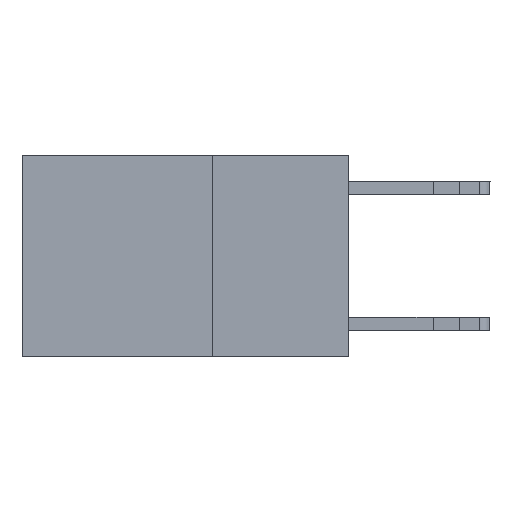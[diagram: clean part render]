
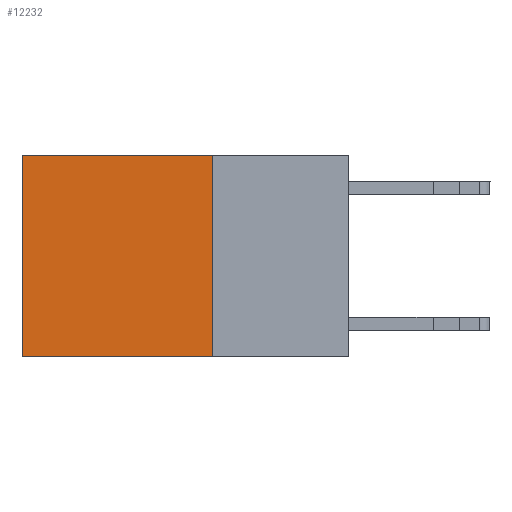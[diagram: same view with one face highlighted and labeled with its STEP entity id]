
A CAD part, left-side view. The second image highlights one B-rep face of the part: STEP entity #12232.
In plain terms, the highlighted planar face has unit normal (-1, 0, 0).
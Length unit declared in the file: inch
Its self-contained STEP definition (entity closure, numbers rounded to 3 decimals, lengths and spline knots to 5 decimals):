
#80 = CARTESIAN_POINT ( 'NONE',  ( 0.2625, 0.6, -0.37 ) ) ;
#600 = EDGE_CURVE ( 'NONE', #11368, #7023, #20007, .T. ) ;
#664 = EDGE_CURVE ( 'NONE', #10991, #15090, #14314, .T. ) ;
#685 = ORIENTED_EDGE ( 'NONE', *, *, #664, .T. ) ;
#837 = FACE_OUTER_BOUND ( 'NONE', #15897, .T. ) ;
#1469 = LINE ( 'NONE', #20296, #5149 ) ;
#2230 = ORIENTED_EDGE ( 'NONE', *, *, #14508, .T. ) ;
#2389 = CARTESIAN_POINT ( 'NONE',  ( 0.2625, 0.25, -0.37 ) ) ;
#3084 = VECTOR ( 'NONE', #7560, 39.37008 ) ;
#3940 = CARTESIAN_POINT ( 'NONE',  ( 0.2625, 0.6, 0. ) ) ;
#5149 = VECTOR ( 'NONE', #15872, 39.37008 ) ;
#5933 = LINE ( 'NONE', #14773, #27127 ) ;
#7023 = VERTEX_POINT ( 'NONE', #2389 ) ;
#7252 = CARTESIAN_POINT ( 'NONE',  ( 0.2625, 0.25, 0. ) ) ;
#7560 = DIRECTION ( 'NONE',  ( 0., 0., -1. ) ) ;
#9284 = DIRECTION ( 'NONE',  ( 1., 0., 0. ) ) ;
#10991 = VERTEX_POINT ( 'NONE', #3940 ) ;
#11368 = VERTEX_POINT ( 'NONE', #7252 ) ;
#12232 = ADVANCED_FACE ( 'NONE', ( #837 ), #17823, .F. ) ;
#12813 = DIRECTION ( 'NONE',  ( 0., 0., -1. ) ) ;
#13444 = AXIS2_PLACEMENT_3D ( 'NONE', #15620, #9284, #17698 ) ;
#14314 = LINE ( 'NONE', #16655, #21175 ) ;
#14359 = DIRECTION ( 'NONE',  ( 0., 1., 0. ) ) ;
#14508 = EDGE_CURVE ( 'NONE', #11368, #10991, #5933, .T. ) ;
#14773 = CARTESIAN_POINT ( 'NONE',  ( 0.2625, 0.25, 0. ) ) ;
#15090 = VERTEX_POINT ( 'NONE', #80 ) ;
#15620 = CARTESIAN_POINT ( 'NONE',  ( 0.2625, 0.25, 0. ) ) ;
#15716 = CARTESIAN_POINT ( 'NONE',  ( 0.2625, 0.25, 0. ) ) ;
#15872 = DIRECTION ( 'NONE',  ( 0., 1., 0. ) ) ;
#15897 = EDGE_LOOP ( 'NONE', ( #685, #22995, #16725, #2230 ) ) ;
#16655 = CARTESIAN_POINT ( 'NONE',  ( 0.2625, 0.6, 0. ) ) ;
#16725 = ORIENTED_EDGE ( 'NONE', *, *, #600, .F. ) ;
#16827 = EDGE_CURVE ( 'NONE', #7023, #15090, #1469, .T. ) ;
#17698 = DIRECTION ( 'NONE',  ( 0., 0., -1. ) ) ;
#17823 = PLANE ( 'NONE',  #13444 ) ;
#20007 = LINE ( 'NONE', #15716, #3084 ) ;
#20296 = CARTESIAN_POINT ( 'NONE',  ( 0.2625, 0.25, -0.37 ) ) ;
#21175 = VECTOR ( 'NONE', #12813, 39.37008 ) ;
#22995 = ORIENTED_EDGE ( 'NONE', *, *, #16827, .F. ) ;
#27127 = VECTOR ( 'NONE', #14359, 39.37008 ) ;
